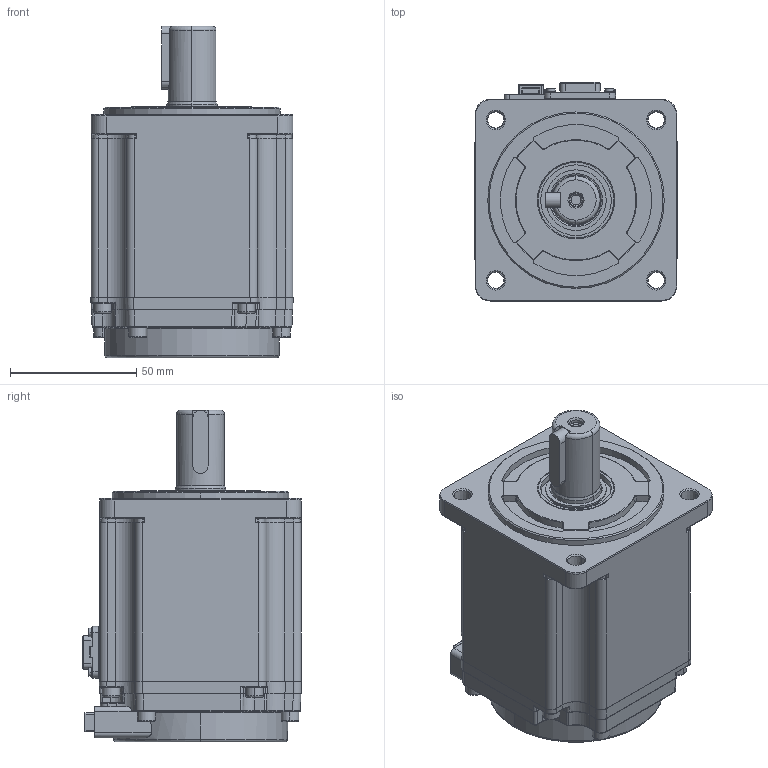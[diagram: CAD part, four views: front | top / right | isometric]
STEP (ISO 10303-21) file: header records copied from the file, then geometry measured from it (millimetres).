
FILE_DESCRIPTION (( 'STEP AP203' ), '1' );
FILE_NAME ('G3系列80ST-750W电机三维图-三竹插拔头.STEP', '2023-09-27T06:05:47', ( '微软用户' ), ( '微软中国' ), 'SwSTEP 2.0', 'SolidWorks 2016', '' );
FILE_SCHEMA (( 'CONFIG_CONTROL_DESIGN' ));
Length unit declared in the file: millimetre
Products named in the file (1): G3系列80ST-750W电机三维图-三竹插拔头
Bounding box: 80.19 x 86.9 x 131.5 mm (x, y, z)
Surface area: 112618.1 mm2 (no closed solid volume)
Topology: 0 solids, 20 shells, 3622 faces, 9292 edges, 5854 vertices
Faces by surface type: plane 1874, cylinder 764, bspline 445, cone 376, torus 125, sphere 38
Entity records: 121867 total; most frequent: CARTESIAN_POINT 36122, ORIENTED_EDGE 18516, DIRECTION 16969, EDGE_CURVE 9272, VERTEX_POINT 5854, AXIS2_PLACEMENT_3D 5678, LINE 5613, VECTOR 5613
